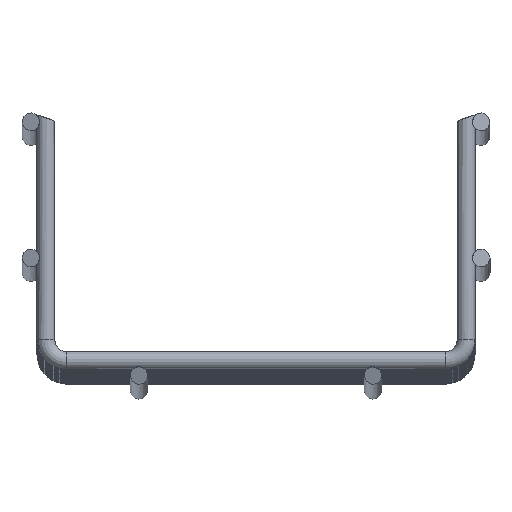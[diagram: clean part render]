
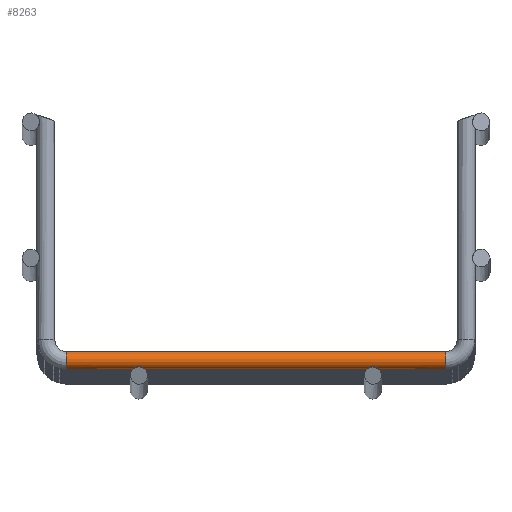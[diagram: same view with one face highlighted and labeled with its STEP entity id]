
A CAD part, top view. The second image highlights one B-rep face of the part: STEP entity #8263.
In plain terms, the highlighted cylindrical face has radius 1.9 mm (diameter 3.8 mm), a partial arc.
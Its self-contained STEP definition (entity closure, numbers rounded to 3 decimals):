
#415 = EDGE_CURVE ( 'NONE', #9613, #9998, #15438, .T. ) ;
#605 = DIRECTION ( 'NONE',  ( 1., 0., 0. ) ) ;
#642 = CARTESIAN_POINT ( 'NONE',  ( 40.5, -54.8, 0. ) ) ;
#746 = CARTESIAN_POINT ( 'NONE',  ( 24.347, -54.313, 1.27 ) ) ;
#809 = CARTESIAN_POINT ( 'NONE',  ( 26.379, -54.792, 0.194 ) ) ;
#834 = CARTESIAN_POINT ( 'NONE',  ( -24.613, -54.231, 1.359 ) ) ;
#890 = CARTESIAN_POINT ( 'NONE',  ( 40.5, -54.8, 0. ) ) ;
#905 = EDGE_CURVE ( 'NONE', #9998, #12011, #15246, .T. ) ;
#1337 = CYLINDRICAL_SURFACE ( 'NONE', #2340, 1.9 ) ;
#1687 = CARTESIAN_POINT ( 'NONE',  ( -40.5, -52.9, 0. ) ) ;
#1724 = FACE_OUTER_BOUND ( 'NONE', #15117, .T. ) ;
#1966 = CARTESIAN_POINT ( 'NONE',  ( 24.806, -54.2, 1.386 ) ) ;
#2020 = CARTESIAN_POINT ( 'NONE',  ( 26.386, -54.8, 0. ) ) ;
#2045 = CARTESIAN_POINT ( 'NONE',  ( -25.194, -54.2, 1.386 ) ) ;
#2287 = VECTOR ( 'NONE', #11809, 1000. ) ;
#2340 = AXIS2_PLACEMENT_3D ( 'NONE', #6535, #2678, #7773 ) ;
#2678 = DIRECTION ( 'NONE',  ( -1., 0., 0. ) ) ;
#2906 = DIRECTION ( 'NONE',  ( 0., 0., 1. ) ) ;
#3132 = CARTESIAN_POINT ( 'NONE',  ( 23.614, -54.8, 0.097 ) ) ;
#3186 = CARTESIAN_POINT ( 'NONE',  ( 40.5, -51., 0. ) ) ;
#3188 = CARTESIAN_POINT ( 'NONE',  ( 25.387, -54.231, 1.359 ) ) ;
#3207 = CARTESIAN_POINT ( 'NONE',  ( -23.621, -54.792, 0.194 ) ) ;
#3231 = EDGE_CURVE ( 'NONE', #14659, #12011, #7625, .T. ) ;
#3240 = CARTESIAN_POINT ( 'NONE',  ( 40.5, -51., 0. ) ) ;
#3261 = CARTESIAN_POINT ( 'NONE',  ( -25.652, -54.313, 1.271 ) ) ;
#3395 = CARTESIAN_POINT ( 'NONE',  ( -23.614, -54.8, 0. ) ) ;
#3819 = ORIENTED_EDGE ( 'NONE', *, *, #7498, .F. ) ;
#4348 = CARTESIAN_POINT ( 'NONE',  ( 23.65, -54.763, 0.384 ) ) ;
#4410 = CARTESIAN_POINT ( 'NONE',  ( 25.737, -54.347, 1.233 ) ) ;
#4437 = CARTESIAN_POINT ( 'NONE',  ( -23.671, -54.741, 0.477 ) ) ;
#4494 = CARTESIAN_POINT ( 'NONE',  ( -25.892, -54.42, 1.142 ) ) ;
#4495 = B_SPLINE_CURVE_WITH_KNOTS ( 'NONE', 3,
 ( #15342, #8068, #3207, #11757, #4437, #12975, #5677, #14196, #6903, #15390, #8125, #834, #9361, #2045, #10588, #3261, #11810, #4494, #13037, #5726, #14245, #6955, #15441, #8175 ),
 .UNSPECIFIED., .F., .F.,
 ( 4, 2, 2, 2, 2, 2, 2, 2, 2, 2, 2, 4 ),
 ( 0., 0., 0.001, 0.001, 0.001, 0.002, 0.002, 0.003, 0.003, 0.003, 0.004, 0.005 ),
 .UNSPECIFIED. ) ;
#4931 = AXIS2_PLACEMENT_3D ( 'NONE', #11748, #605, #9135 ) ;
#5242 = CARTESIAN_POINT ( 'NONE',  ( 26.386, -54.8, 0. ) ) ;
#5601 = CARTESIAN_POINT ( 'NONE',  ( 23.759, -54.659, 0.741 ) ) ;
#5654 = CARTESIAN_POINT ( 'NONE',  ( 25.962, -54.46, 1.087 ) ) ;
#5677 = CARTESIAN_POINT ( 'NONE',  ( -23.851, -54.58, 0.9 ) ) ;
#5726 = CARTESIAN_POINT ( 'NONE',  ( -26.149, -54.58, 0.9 ) ) ;
#6535 = CARTESIAN_POINT ( 'NONE',  ( 40.5, -52.9, 0. ) ) ;
#6790 = VERTEX_POINT ( 'NONE', #12350 ) ;
#6817 = CARTESIAN_POINT ( 'NONE',  ( 24.038, -54.46, 1.087 ) ) ;
#6875 = CARTESIAN_POINT ( 'NONE',  ( 26.241, -54.659, 0.742 ) ) ;
#6903 = CARTESIAN_POINT ( 'NONE',  ( -24.108, -54.42, 1.142 ) ) ;
#6955 = CARTESIAN_POINT ( 'NONE',  ( -26.358, -54.769, 0.388 ) ) ;
#7384 = EDGE_CURVE ( 'NONE', #13670, #9487, #10331, .T. ) ;
#7498 = EDGE_CURVE ( 'NONE', #14659, #11326, #12411, .T. ) ;
#7506 = ORIENTED_EDGE ( 'NONE', *, *, #415, .F. ) ;
#7625 = B_SPLINE_CURVE_WITH_KNOTS ( 'NONE', 3,
 ( #11672, #3132, #10454, #4348, #12911, #5601, #14104, #6817, #15319, #8041, #746, #9284, #1966, #10500, #3188, #11732, #4410, #12950, #5654, #14168, #6875, #15371, #8101, #809, #9342, #2020 ),
 .UNSPECIFIED., .F., .F.,
 ( 4, 2, 2, 2, 2, 2, 2, 2, 2, 2, 2, 2, 4 ),
 ( 0.005, 0.005, 0.005, 0.006, 0.006, 0.006, 0.007, 0.008, 0.008, 0.008, 0.009, 0.009, 0.009 ),
 .UNSPECIFIED. ) ;
#7693 = ORIENTED_EDGE ( 'NONE', *, *, #7384, .T. ) ;
#7773 = DIRECTION ( 'NONE',  ( 0., -1., 0. ) ) ;
#7936 = DIRECTION ( 'NONE',  ( -1., 0., 0. ) ) ;
#8041 = CARTESIAN_POINT ( 'NONE',  ( 24.262, -54.347, 1.233 ) ) ;
#8063 = VECTOR ( 'NONE', #9418, 1000. ) ;
#8068 = CARTESIAN_POINT ( 'NONE',  ( -23.614, -54.8, 0.098 ) ) ;
#8101 = CARTESIAN_POINT ( 'NONE',  ( 26.351, -54.763, 0.383 ) ) ;
#8125 = CARTESIAN_POINT ( 'NONE',  ( -24.346, -54.314, 1.27 ) ) ;
#8175 = CARTESIAN_POINT ( 'NONE',  ( -26.386, -54.8, 0. ) ) ;
#8263 = ADVANCED_FACE ( 'NONE', ( #1724 ), #1337, .T. ) ;
#9135 = DIRECTION ( 'NONE',  ( 0., 0., 1. ) ) ;
#9284 = CARTESIAN_POINT ( 'NONE',  ( 24.611, -54.231, 1.358 ) ) ;
#9342 = CARTESIAN_POINT ( 'NONE',  ( 26.386, -54.8, 0.098 ) ) ;
#9361 = CARTESIAN_POINT ( 'NONE',  ( -24.807, -54.2, 1.386 ) ) ;
#9418 = DIRECTION ( 'NONE',  ( -1., 0., 0. ) ) ;
#9487 = VERTEX_POINT ( 'NONE', #12734 ) ;
#9576 = VECTOR ( 'NONE', #7936, 1000. ) ;
#9613 = VERTEX_POINT ( 'NONE', #3186 ) ;
#9998 = VERTEX_POINT ( 'NONE', #15498 ) ;
#10142 = VECTOR ( 'NONE', #10569, 1000. ) ;
#10234 = DIRECTION ( 'NONE',  ( 1., 0., 0. ) ) ;
#10331 = CIRCLE ( 'NONE', #12868, 1.9 ) ;
#10454 = CARTESIAN_POINT ( 'NONE',  ( 23.621, -54.792, 0.194 ) ) ;
#10500 = CARTESIAN_POINT ( 'NONE',  ( 25.194, -54.2, 1.386 ) ) ;
#10545 = LINE ( 'NONE', #3240, #10142 ) ;
#10569 = DIRECTION ( 'NONE',  ( -1., 0., 0. ) ) ;
#10588 = CARTESIAN_POINT ( 'NONE',  ( -25.389, -54.231, 1.358 ) ) ;
#11233 = EDGE_CURVE ( 'NONE', #9613, #13670, #10545, .T. ) ;
#11294 = LINE ( 'NONE', #890, #8063 ) ;
#11326 = VERTEX_POINT ( 'NONE', #3395 ) ;
#11672 = CARTESIAN_POINT ( 'NONE',  ( 23.614, -54.8, 0. ) ) ;
#11732 = CARTESIAN_POINT ( 'NONE',  ( 25.654, -54.314, 1.27 ) ) ;
#11748 = CARTESIAN_POINT ( 'NONE',  ( 40.5, -52.9, 0. ) ) ;
#11757 = CARTESIAN_POINT ( 'NONE',  ( -23.649, -54.763, 0.383 ) ) ;
#11773 = ORIENTED_EDGE ( 'NONE', *, *, #15725, .F. ) ;
#11809 = DIRECTION ( 'NONE',  ( -1., 0., 0. ) ) ;
#11810 = CARTESIAN_POINT ( 'NONE',  ( -25.737, -54.347, 1.233 ) ) ;
#12011 = VERTEX_POINT ( 'NONE', #5242 ) ;
#12063 = CARTESIAN_POINT ( 'NONE',  ( 40.5, -54.8, 0. ) ) ;
#12166 = EDGE_CURVE ( 'NONE', #11326, #6790, #4495, .T. ) ;
#12350 = CARTESIAN_POINT ( 'NONE',  ( -26.386, -54.8, 0. ) ) ;
#12411 = LINE ( 'NONE', #642, #9576 ) ;
#12498 = ORIENTED_EDGE ( 'NONE', *, *, #3231, .T. ) ;
#12734 = CARTESIAN_POINT ( 'NONE',  ( -40.5, -54.8, 0. ) ) ;
#12868 = AXIS2_PLACEMENT_3D ( 'NONE', #1687, #10234, #2906 ) ;
#12911 = CARTESIAN_POINT ( 'NONE',  ( 23.671, -54.742, 0.476 ) ) ;
#12950 = CARTESIAN_POINT ( 'NONE',  ( 25.891, -54.419, 1.142 ) ) ;
#12975 = CARTESIAN_POINT ( 'NONE',  ( -23.759, -54.659, 0.741 ) ) ;
#13037 = CARTESIAN_POINT ( 'NONE',  ( -25.961, -54.459, 1.088 ) ) ;
#13284 = ORIENTED_EDGE ( 'NONE', *, *, #11233, .T. ) ;
#13323 = CARTESIAN_POINT ( 'NONE',  ( -40.5, -51., 0. ) ) ;
#13659 = ORIENTED_EDGE ( 'NONE', *, *, #12166, .F. ) ;
#13670 = VERTEX_POINT ( 'NONE', #13323 ) ;
#13685 = CARTESIAN_POINT ( 'NONE',  ( 23.614, -54.8, 0. ) ) ;
#14104 = CARTESIAN_POINT ( 'NONE',  ( 23.849, -54.581, 0.899 ) ) ;
#14168 = CARTESIAN_POINT ( 'NONE',  ( 26.149, -54.58, 0.9 ) ) ;
#14196 = CARTESIAN_POINT ( 'NONE',  ( -24.037, -54.46, 1.087 ) ) ;
#14245 = CARTESIAN_POINT ( 'NONE',  ( -26.241, -54.659, 0.742 ) ) ;
#14659 = VERTEX_POINT ( 'NONE', #13685 ) ;
#14773 = ORIENTED_EDGE ( 'NONE', *, *, #905, .F. ) ;
#15117 = EDGE_LOOP ( 'NONE', ( #7506, #13284, #7693, #11773, #13659, #3819, #12498, #14773 ) ) ;
#15246 = LINE ( 'NONE', #12063, #2287 ) ;
#15319 = CARTESIAN_POINT ( 'NONE',  ( 24.108, -54.42, 1.141 ) ) ;
#15342 = CARTESIAN_POINT ( 'NONE',  ( -23.614, -54.8, 0. ) ) ;
#15371 = CARTESIAN_POINT ( 'NONE',  ( 26.329, -54.741, 0.477 ) ) ;
#15390 = CARTESIAN_POINT ( 'NONE',  ( -24.263, -54.347, 1.233 ) ) ;
#15438 = CIRCLE ( 'NONE', #4931, 1.9 ) ;
#15441 = CARTESIAN_POINT ( 'NONE',  ( -26.386, -54.8, 0.193 ) ) ;
#15498 = CARTESIAN_POINT ( 'NONE',  ( 40.5, -54.8, 0. ) ) ;
#15725 = EDGE_CURVE ( 'NONE', #6790, #9487, #11294, .T. ) ;
